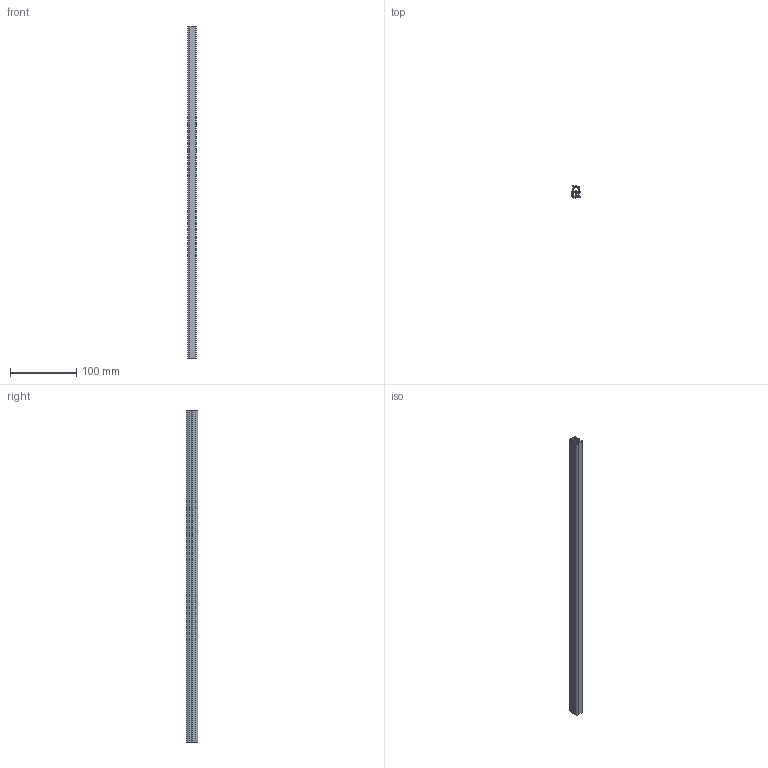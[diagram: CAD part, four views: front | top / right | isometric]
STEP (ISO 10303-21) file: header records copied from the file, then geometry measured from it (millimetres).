
FILE_DESCRIPTION (( 'STEP AP214' ), '1' );
FILE_NAME ('SG-2090202.STEP', '2018-09-11T03:26:10', ( '' ), ( '' ), 'SwSTEP 2.0', 'SolidWorks 2010', '' );
FILE_SCHEMA (( 'AUTOMOTIVE_DESIGN' ));
Length unit declared in the file: millimetre
Products named in the file (1): SG-2090202
Bounding box: 12.5 x 17.47 x 500 mm (x, y, z)
Volume: 48191.5 mm3; surface area: 114673.4 mm2
Topology: 2 solids, 2 shells, 112 faces, 324 edges, 216 vertices
Faces by surface type: plane 68, cylinder 44
Entity records: 3747 total; most frequent: CARTESIAN_POINT 653, ORIENTED_EDGE 648, DIRECTION 638, EDGE_CURVE 324, VECTOR 236, LINE 236, VERTEX_POINT 216, AXIS2_PLACEMENT_3D 201
